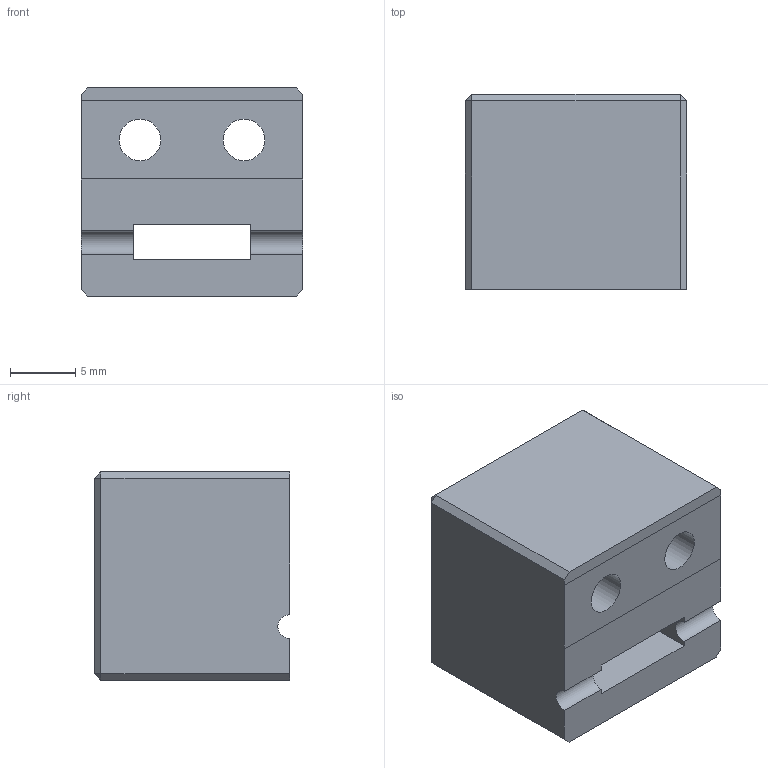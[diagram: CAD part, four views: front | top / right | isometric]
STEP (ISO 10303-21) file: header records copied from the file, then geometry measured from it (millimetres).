
FILE_DESCRIPTION(/* description */ (''),/* implementation_level */ '2;1');
FILE_NAME(/* name */ 'Tensioner.step',/* time_stamp */ '2025-08-08T16:14:27-07:00',/* author */ (''),/* organization */ (''),/* preprocessor_version */ 'ST-DEVELOPER v20.1',/* originating_system */ 'Autodesk Translation Framework v14.10.0.0',/* authorisation */ '');
FILE_SCHEMA (('AUTOMOTIVE_DESIGN { 1 0 10303 214 3 1 1 }'));
Length unit declared in the file: millimetre
Products named in the file (1): Tensioner
Bounding box: 17 x 15 x 16 mm (x, y, z)
Volume: 3448.6 mm3; surface area: 2071.2 mm2
Topology: 1 solids, 1 shells, 29 faces, 72 edges, 44 vertices
Faces by surface type: plane 25, cylinder 4
Full cylindrical faces by diameter (mm): 3.2 x2
Entity records: 890 total; most frequent: CARTESIAN_POINT 146, ORIENTED_EDGE 144, DIRECTION 140, EDGE_CURVE 72, LINE 64, VECTOR 64, VERTEX_POINT 44, AXIS2_PLACEMENT_3D 38
